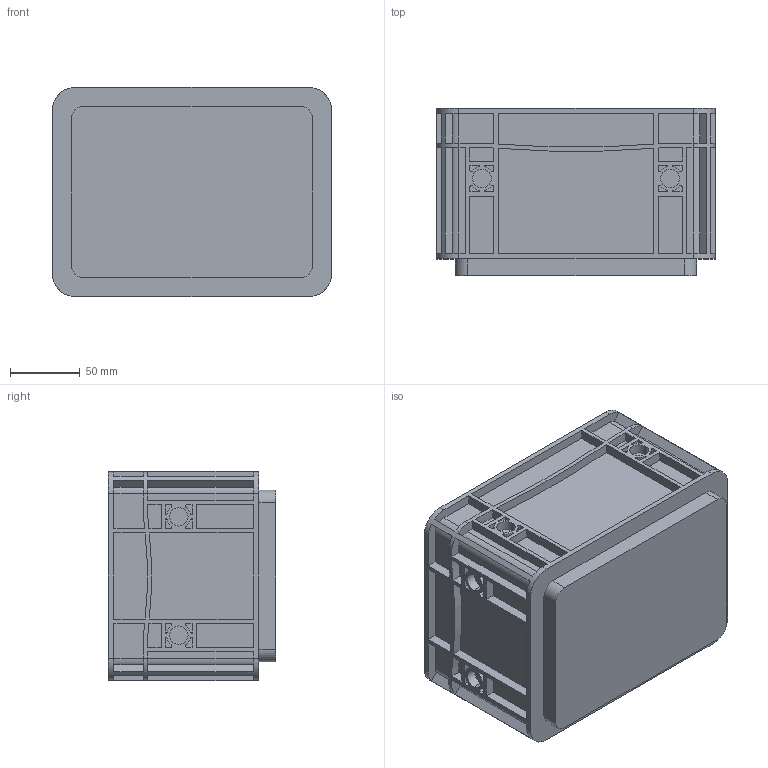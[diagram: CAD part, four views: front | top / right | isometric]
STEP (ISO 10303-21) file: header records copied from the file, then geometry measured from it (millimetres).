
FILE_DESCRIPTION (( 'STEP AP214' ), '1' );
FILE_NAME ('20 x 15 x 12 - EG 21512 HG (All closed) [similar].STEP', '2022-04-22T08:40:27', ( '' ), ( '' ), 'SwSTEP 2.0', 'SolidWorks 2021', '' );
FILE_SCHEMA (( 'AUTOMOTIVE_DESIGN' ));
Length unit declared in the file: millimetre
Products named in the file (1): 20 x 15 x 12 - EG 21512 HG (All closed) [similar]
Bounding box: 200 x 120 x 150 mm (x, y, z)
Volume: 486405.9 mm3; surface area: 251906.8 mm2
Topology: 1 solids, 1 shells, 509 faces, 1320 edges, 880 vertices
Faces by surface type: plane 341, cylinder 168
Entity records: 15616 total; most frequent: CARTESIAN_POINT 2710, DIRECTION 2708, ORIENTED_EDGE 2640, EDGE_CURVE 1320, LINE 952, VECTOR 952, VERTEX_POINT 880, AXIS2_PLACEMENT_3D 878
